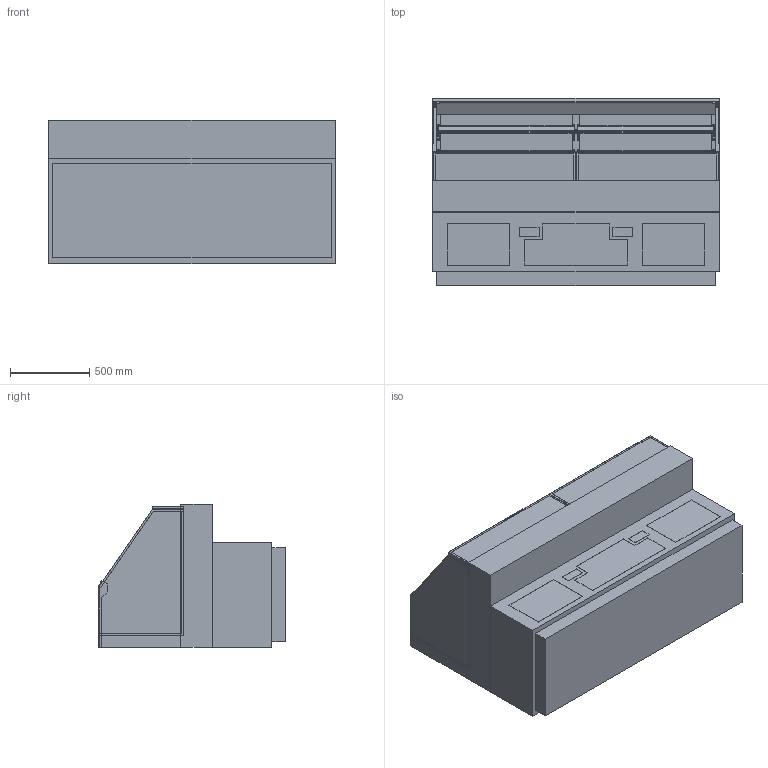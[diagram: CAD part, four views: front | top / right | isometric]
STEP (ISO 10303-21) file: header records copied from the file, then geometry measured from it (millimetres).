
FILE_DESCRIPTION(/* description */ ('Standkühlvitrine: eigengekühlt'),/* implementation_level */ '2;1');
FILE_NAME(/* name */ '3D-AKE-00007235.stp',/* time_stamp */ '2023-09-19T13:26:14+02:00',/* author */ ('marina.schachner'),/* organization */ (''),/* preprocessor_version */ 'ST-DEVELOPER v18.1',/* originating_system */ 'Autodesk Inventor 2020',/* authorisation */ '');
FILE_SCHEMA (('AUTOMOTIVE_DESIGN { 1 0 10303 214 3 1 1 }'));
Length unit declared in the file: millimetre
Products named in the file (1): 3D-AKE-00007235
Bounding box: 1802 x 1178 x 901 mm (x, y, z)
Volume: 831274677.4 mm3; surface area: 27241146.4 mm2
Topology: 62 solids, 62 shells, 1304 faces, 3906 edges, 2584 vertices
Faces by surface type: plane 1060, cylinder 244
Entity records: 44028 total; most frequent: ORIENTED_EDGE 7812, CARTESIAN_POINT 7795, DIRECTION 7332, EDGE_CURVE 3906, LINE 3090, VECTOR 3090, VERTEX_POINT 2584, AXIS2_PLACEMENT_3D 2121
